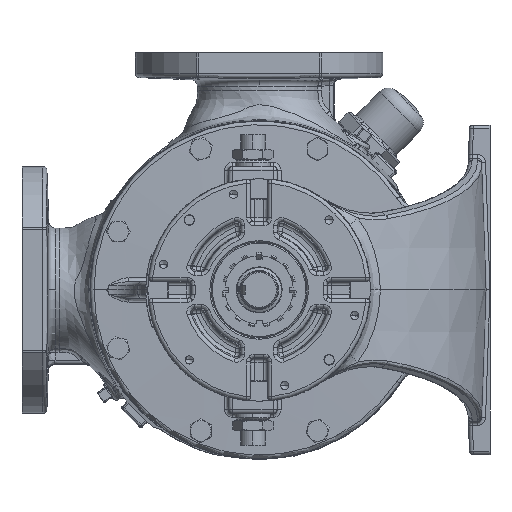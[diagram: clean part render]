
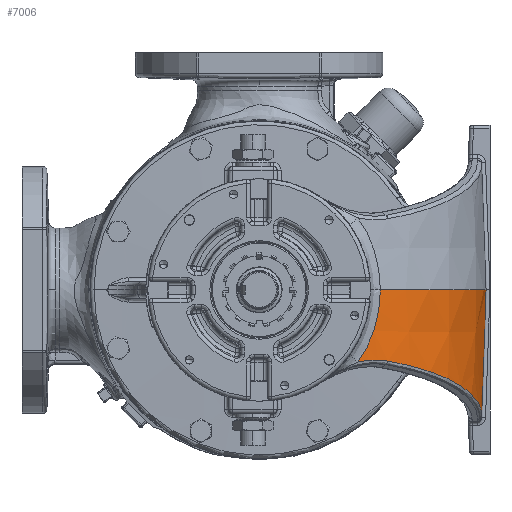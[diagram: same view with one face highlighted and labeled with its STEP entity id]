
A CAD part, left-side view. The second image highlights one B-rep face of the part: STEP entity #7006.
In plain terms, the highlighted conical face has half-angle 2 degrees and reference radius 133.35 mm.
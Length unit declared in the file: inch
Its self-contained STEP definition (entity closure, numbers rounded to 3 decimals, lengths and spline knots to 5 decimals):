
#3751 = ORIENTED_EDGE ( 'NONE', *, *, #231976, .F. ) ;
#4481 = AXIS2_PLACEMENT_3D ( 'NONE', #115783, #266802, #137476 ) ;
#6035 = DIRECTION ( 'NONE',  ( 1., 0., 0. ) ) ;
#7006 = ADVANCED_FACE ( 'Defeatured_0_1302', ( #272610 ), #265829, .T. ) ;
#7076 = CARTESIAN_POINT ( 'NONE',  ( -10.89257, -2.9913, -2.18638 ) ) ;
#7983 = CARTESIAN_POINT ( 'NONE',  ( -10.87167, -3.06837, -2.1699 ) ) ;
#9279 = CARTESIAN_POINT ( 'NONE',  ( -9.55253, -5.28736, -2.51098 ) ) ;
#10216 = CIRCLE ( 'NONE', #4481, 5.25 ) ;
#10221 = CARTESIAN_POINT ( 'NONE',  ( -7.0149, -6.63884, -3.4132 ) ) ;
#10785 = CARTESIAN_POINT ( 'NONE',  ( -10.72988, -3.64715, -0.48582 ) ) ;
#24963 = VECTOR ( 'NONE', #79620, 39.37008 ) ;
#25761 = CARTESIAN_POINT ( 'NONE',  ( -10.73613, -3.676, 0. ) ) ;
#29694 = CARTESIAN_POINT ( 'NONE',  ( -10.83722, -3.18479, -2.14994 ) ) ;
#30062 = CARTESIAN_POINT ( 'NONE',  ( -10.49555, -4.01045, -2.17563 ) ) ;
#30972 = CARTESIAN_POINT ( 'NONE',  ( -9.0987, -5.67744, -2.67235 ) ) ;
#31881 = CARTESIAN_POINT ( 'NONE',  ( -6.724, -6.69212, -3.51661 ) ) ;
#32442 = CARTESIAN_POINT ( 'NONE',  ( -10.74659, -3.56302, -0.96242 ) ) ;
#34571 = CARTESIAN_POINT ( 'NONE',  ( -10.55162, -3.89971, -2.15569 ) ) ;
#46564 = VERTEX_POINT ( 'NONE', #34571 ) ;
#51351 = CARTESIAN_POINT ( 'NONE',  ( -10.77359, -3.37765, -2.12816 ) ) ;
#51712 = CARTESIAN_POINT ( 'NONE',  ( -10.40611, -4.1734, -2.20744 ) ) ;
#52625 = CARTESIAN_POINT ( 'NONE',  ( -8.8076, -5.88692, -2.77586 ) ) ;
#52719 = B_SPLINE_CURVE_WITH_KNOTS ( 'NONE', 3,
 ( #137508, #72517, #30062, #180896, #51712, #202655, #73413, #224282, #95063, #245991, #116725, #267779, #138436, #9279, #160113, #30972, #181803, #52625, #203549, #74342, #225202, #95976, #246908, #117651, #268701, #139351, #10221, #161023, #31881, #182725, #53521, #204471 ),
 .UNSPECIFIED., .F., .F.,
 ( 4, 2, 2, 2, 2, 2, 2, 2, 2, 2, 2, 2, 2, 2, 2, 4 ),
 ( 0., 0.00479, 0.00958, 0.01916, 0.02874, 0.03353, 0.03832, 0.05747, 0.06705, 0.07663, 0.09579, 0.11495, 0.11974, 0.12453, 0.13411, 0.15326 ),
 .UNSPECIFIED. ) ;
#53521 = CARTESIAN_POINT ( 'NONE',  ( -6.13793, -6.74992, -3.72493 ) ) ;
#54070 = CARTESIAN_POINT ( 'NONE',  ( -10.7777, -3.44568, -1.3345 ) ) ;
#56358 = EDGE_CURVE ( 'Defeatured_0_1302+Defeatured_0_1226+Defeatured_0_1303+Defeatured_0_1317', #147114, #209952, #128134, .T. ) ;
#63004 = EDGE_CURVE ( 'Defeatured_0_1302+Defeatured_0_1368+Defeatured_0_1367+Defeatured_0_1303', #238231, #263856, #132905, .T. ) ;
#70078 = AXIS2_PLACEMENT_3D ( 'NONE', #135173, #91822, #6035 ) ;
#72517 = CARTESIAN_POINT ( 'NONE',  ( -10.52407, -3.95537, -2.16549 ) ) ;
#73054 = CARTESIAN_POINT ( 'NONE',  ( -10.62368, -3.7541, -2.13007 ) ) ;
#73413 = CARTESIAN_POINT ( 'NONE',  ( -10.24591, -4.43664, -2.26441 ) ) ;
#74342 = CARTESIAN_POINT ( 'NONE',  ( -8.39822, -6.13827, -2.92141 ) ) ;
#75845 = CARTESIAN_POINT ( 'NONE',  ( -10.79723, -3.37333, -1.51522 ) ) ;
#79620 = DIRECTION ( 'NONE',  ( 0., -0.035, 0.999 ) ) ;
#91822 = DIRECTION ( 'NONE',  ( 0., 0., 1. ) ) ;
#95063 = CARTESIAN_POINT ( 'NONE',  ( -10.03324, -4.73686, -2.34004 ) ) ;
#95976 = CARTESIAN_POINT ( 'NONE',  ( -7.75259, -6.43076, -3.15095 ) ) ;
#97445 = CARTESIAN_POINT ( 'NONE',  ( -10.81327, -3.31341, -1.64799 ) ) ;
#112164 = EDGE_LOOP ( 'NONE', ( #3751, #277199, #260973, #190828, #253171 ) ) ;
#115783 = CARTESIAN_POINT ( 'NONE',  ( -5.90122, -1.63, 0. ) ) ;
#116725 = CARTESIAN_POINT ( 'NONE',  ( -9.87892, -4.92742, -2.39491 ) ) ;
#117651 = CARTESIAN_POINT ( 'NONE',  ( -7.24548, -6.5849, -3.33123 ) ) ;
#118210 = CARTESIAN_POINT ( 'NONE',  ( -10.73072, -3.67129, -0.1954 ) ) ;
#119156 = CARTESIAN_POINT ( 'NONE',  ( -10.86688, -3.10626, -2.02993 ) ) ;
#128134 = B_SPLINE_CURVE_WITH_KNOTS ( 'NONE', 3,
 ( #138994, #182363, #247448, #118210, #269279, #139911, #10785, #161589, #32442, #183291, #54070, #205032, #75845, #226702, #97445, #248381, #119156, #270204 ),
 .UNSPECIFIED., .F., .F.,
 ( 4, 2, 2, 2, 2, 2, 2, 2, 4 ),
 ( 0., 0.00373, 0.00746, 0.01491, 0.02983, 0.03729, 0.04102, 0.04474, 0.05966 ),
 .UNSPECIFIED. ) ;
#132905 = LINE ( 'NONE', #235127, #24963 ) ;
#135173 = CARTESIAN_POINT ( 'NONE',  ( -5.90122, -1.63, 0. ) ) ;
#137476 = DIRECTION ( 'NONE',  ( 1., 0., 0. ) ) ;
#137508 = CARTESIAN_POINT ( 'NONE',  ( -10.55162, -3.89971, -2.15569 ) ) ;
#138436 = CARTESIAN_POINT ( 'NONE',  ( -9.75862, -5.06513, -2.43769 ) ) ;
#138994 = CARTESIAN_POINT ( 'NONE',  ( -10.73613, -3.676, 0. ) ) ;
#139351 = CARTESIAN_POINT ( 'NONE',  ( -7.07295, -6.62631, -3.39257 ) ) ;
#139911 = CARTESIAN_POINT ( 'NONE',  ( -10.72906, -3.65779, -0.38945 ) ) ;
#147114 = VERTEX_POINT ( 'NONE', #25761 ) ;
#158814 = CARTESIAN_POINT ( 'NONE',  ( -10.8491, -3.14583, -2.15602 ) ) ;
#160113 = CARTESIAN_POINT ( 'NONE',  ( -9.37708, -5.45133, -2.57337 ) ) ;
#161023 = CARTESIAN_POINT ( 'NONE',  ( -6.84058, -6.67328, -3.47517 ) ) ;
#161589 = CARTESIAN_POINT ( 'NONE',  ( -10.73655, -3.60488, -0.77317 ) ) ;
#167837 = CARTESIAN_POINT ( 'NONE',  ( -10.89257, -2.9913, -2.18638 ) ) ;
#173716 = EDGE_CURVE ( 'Defeatured_0_1302+Defeatured_0_1317+Defeatured_0_1226+Defeatured_0_1367', #209952, #46564, #209891, .T. ) ;
#180325 = CARTESIAN_POINT ( 'NONE',  ( -5.90122, -6.88, 0. ) ) ;
#180512 = CARTESIAN_POINT ( 'NONE',  ( -10.80018, -3.30097, -2.1346 ) ) ;
#180896 = CARTESIAN_POINT ( 'NONE',  ( -10.43656, -4.11948, -2.19661 ) ) ;
#181803 = CARTESIAN_POINT ( 'NONE',  ( -9.00337, -5.74948, -2.70625 ) ) ;
#182363 = CARTESIAN_POINT ( 'NONE',  ( -10.73431, -3.67594, -0.0489 ) ) ;
#182725 = CARTESIAN_POINT ( 'NONE',  ( -6.37321, -6.7365, -3.6413 ) ) ;
#183291 = CARTESIAN_POINT ( 'NONE',  ( -10.76905, -3.47768, -1.24253 ) ) ;
#190828 = ORIENTED_EDGE ( 'NONE', *, *, #205924, .T. ) ;
#202271 = CARTESIAN_POINT ( 'NONE',  ( -10.68816, -3.60537, -2.12023 ) ) ;
#202655 = CARTESIAN_POINT ( 'NONE',  ( -10.31213, -4.33299, -2.24086 ) ) ;
#203549 = CARTESIAN_POINT ( 'NONE',  ( -8.7071, -5.95235, -2.81159 ) ) ;
#204471 = CARTESIAN_POINT ( 'NONE',  ( -5.90122, -6.74698, -3.80907 ) ) ;
#205032 = CARTESIAN_POINT ( 'NONE',  ( -10.79216, -3.39213, -1.47027 ) ) ;
#205924 = EDGE_CURVE ( 'Defeatured_0_1302+Defeatured_0_1367+Defeatured_0_1317+Defeatured_0_1368', #46564, #238231, #52719, .T. ) ;
#209891 = B_SPLINE_CURVE_WITH_KNOTS ( 'NONE', 3,
 ( #7076, #222985, #7983, #158814, #29694, #180512, #51351, #202271, #73054, #223904 ),
 .UNSPECIFIED., .F., .F.,
 ( 4, 2, 2, 2, 4 ),
 ( 0.01694, 0.02007, 0.0232, 0.02945, 0.04196 ),
 .UNSPECIFIED. ) ;
#209952 = VERTEX_POINT ( 'NONE', #167837 ) ;
#222985 = CARTESIAN_POINT ( 'NONE',  ( -10.88239, -3.02978, -2.17772 ) ) ;
#223904 = CARTESIAN_POINT ( 'NONE',  ( -10.55162, -3.89971, -2.15569 ) ) ;
#224282 = CARTESIAN_POINT ( 'NONE',  ( -10.10646, -4.63858, -2.314 ) ) ;
#225202 = CARTESIAN_POINT ( 'NONE',  ( -8.18659, -6.24599, -2.99665 ) ) ;
#226702 = CARTESIAN_POINT ( 'NONE',  ( -10.80779, -3.33397, -1.60409 ) ) ;
#231976 = EDGE_CURVE ( 'Defeatured_0_1303+Defeatured_0_1302+Defeatured_0_1227+Defeatured_0_1369', #147114, #263856, #10216, .T. ) ;
#235127 = CARTESIAN_POINT ( 'NONE',  ( -5.90122, -6.88, 0. ) ) ;
#238231 = VERTEX_POINT ( 'NONE', #268278 ) ;
#245991 = CARTESIAN_POINT ( 'NONE',  ( -9.91818, -4.88026, -2.38095 ) ) ;
#246908 = CARTESIAN_POINT ( 'NONE',  ( -7.5302, -6.5078, -3.23001 ) ) ;
#247448 = CARTESIAN_POINT ( 'NONE',  ( -10.73286, -3.67498, -0.09785 ) ) ;
#248381 = CARTESIAN_POINT ( 'NONE',  ( -10.84151, -3.20618, -1.86487 ) ) ;
#253171 = ORIENTED_EDGE ( 'NONE', *, *, #63004, .T. ) ;
#260973 = ORIENTED_EDGE ( 'NONE', *, *, #173716, .T. ) ;
#263856 = VERTEX_POINT ( 'NONE', #180325 ) ;
#265829 = CONICAL_SURFACE ( 'NONE', #70078, 5.25, 0.035 ) ;
#266802 = DIRECTION ( 'NONE',  ( 0., 0., 1. ) ) ;
#267779 = CARTESIAN_POINT ( 'NONE',  ( -9.79917, -5.01981, -2.42327 ) ) ;
#268278 = CARTESIAN_POINT ( 'NONE',  ( -5.90122, -6.74698, -3.80907 ) ) ;
#268701 = CARTESIAN_POINT ( 'NONE',  ( -7.1882, -6.59935, -3.3516 ) ) ;
#269279 = CARTESIAN_POINT ( 'NONE',  ( -10.73003, -3.66857, -0.24402 ) ) ;
#270204 = CARTESIAN_POINT ( 'NONE',  ( -10.89257, -2.9913, -2.18638 ) ) ;
#272610 = FACE_OUTER_BOUND ( 'NONE', #112164, .T. ) ;
#277199 = ORIENTED_EDGE ( 'NONE', *, *, #56358, .T. ) ;
